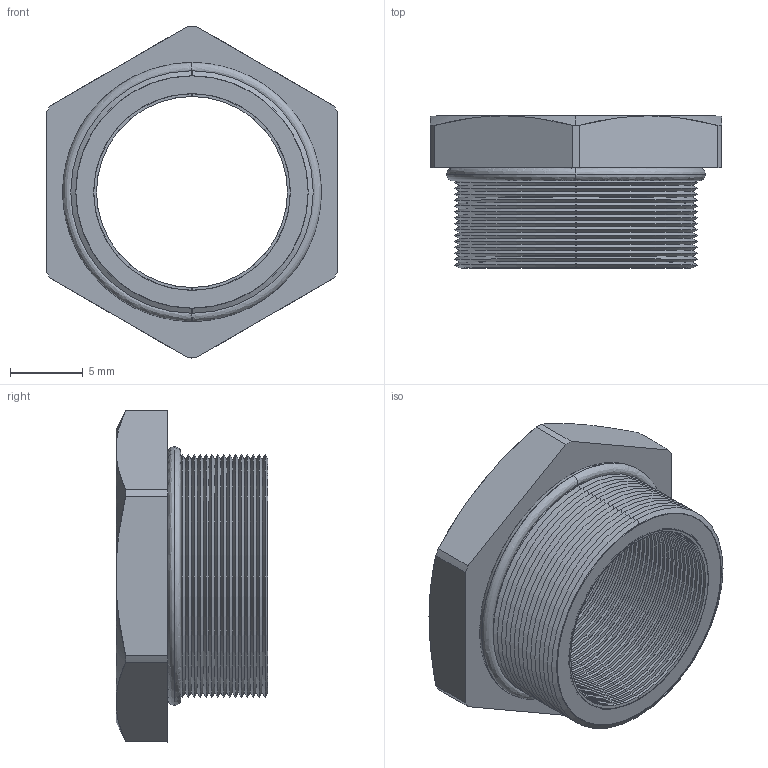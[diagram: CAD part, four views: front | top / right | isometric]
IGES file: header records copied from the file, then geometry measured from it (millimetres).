
Start section: SolidWorks IGES file using analytic representation for surfaces
Global section: file name: RM-2520-SS-B.IGS; native system: SolidWorks 2008; preprocessor: SolidWorks 2008; author: BSI-001; date: 060418.125527; units: inch
Bounding box: 20.07 x 10.47 x 22.88 mm (x, y, z)
Surface area: 2355 mm2 (no closed solid volume)
Topology: 0 solids, 0 shells, 275 faces, 1345 edges, 1345 vertices
Faces by surface type: revolution 262, bspline 13
